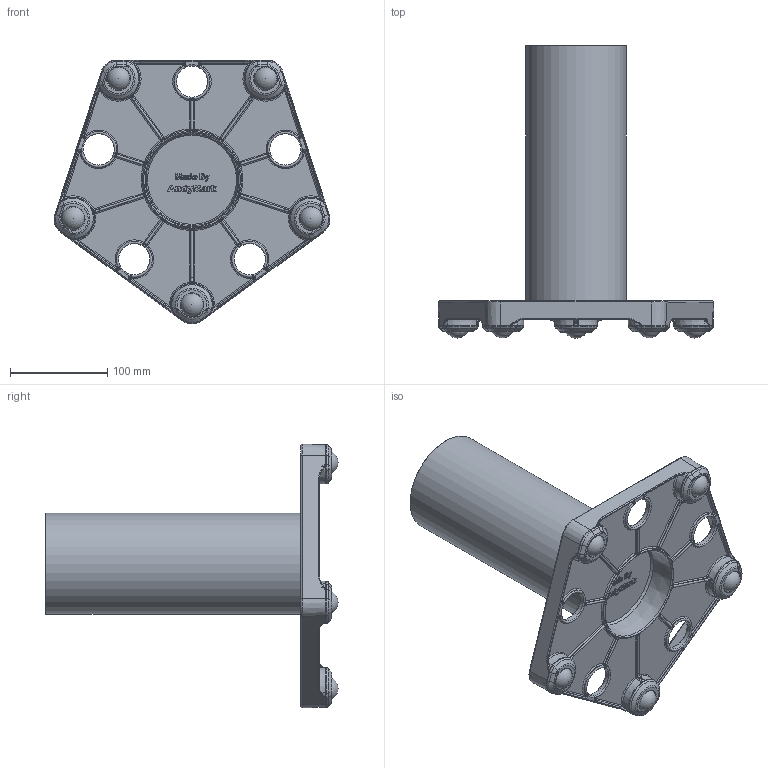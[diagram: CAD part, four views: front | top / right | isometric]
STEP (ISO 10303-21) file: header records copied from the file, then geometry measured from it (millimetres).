
FILE_DESCRIPTION(/* description */ (''),/* implementation_level */ '2;1');
FILE_NAME(/* name */ 'Pentagon Goal - 30cm.iam.stp',/* time_stamp */ '2014-12-18T16:50:05-08:00',/* author */ ('Autodesk Inc.'),/* organization */ ('Autodesk Inc.'),/* preprocessor_version */ 'ST-DEVELOPER v15.6',/* originating_system */ 'Autodesk Inventor 2015',/* authorisation */ '');
FILE_SCHEMA (('AUTOMOTIVE_DESIGN { 1 0 10303 214 3 1 1 }'));
Length unit declared in the file: inch
Products named in the file (5): Final Rev1-2 - Pentagon Base; Final Rev1 - Pentagon Foot; 1in Ball Caster; Pipe - 30cm; Pentagon Goal - 30cm
Assembly tree (12 placements, depth 2):
  Pentagon Goal - 30cm
    Final Rev1-2 - Pentagon Base
    Final Rev1 - Pentagon Foot  x5
    1in Ball Caster  x5
    Pipe - 30cm
Bounding box: 283.35 x 300 x 271.1 mm (x, y, z)
Volume: 418868.5 mm3; surface area: 364392.8 mm2
Topology: 19 solids, 19 shells, 1474 faces, 3619 edges, 2133 vertices
Faces by surface type: plane 407, bspline 389, cylinder 298, torus 181, cone 104, sphere 95
Full cylindrical faces by diameter (mm): 5.08 x15, 5.131 x15, 32 x5, 101.6 x2, 103.632 x1
Entity records: 51253 total; most frequent: CARTESIAN_POINT 21712, ORIENTED_EDGE 6126, DIRECTION 5256, EDGE_CURVE 3063, AXIS2_PLACEMENT_3D 1989, VERTEX_POINT 1894, EDGE_LOOP 1457, STYLED_ITEM 1321
